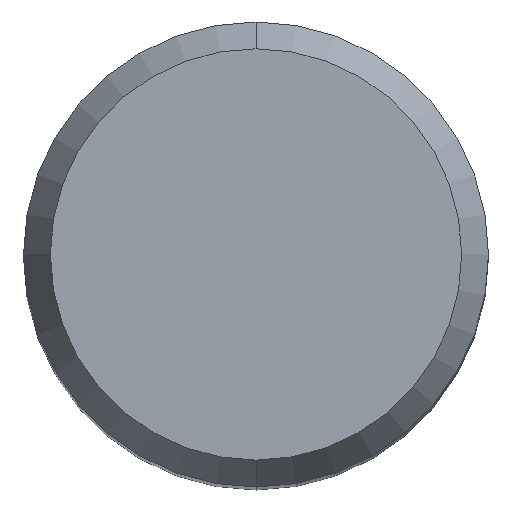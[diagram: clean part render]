
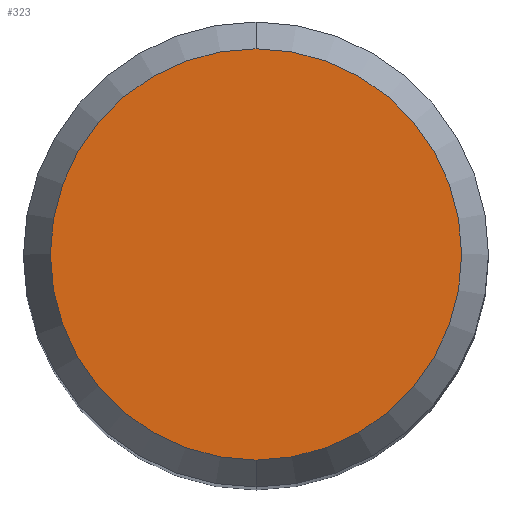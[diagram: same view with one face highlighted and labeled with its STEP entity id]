
A CAD part, top view. The second image highlights one B-rep face of the part: STEP entity #323.
In plain terms, the highlighted planar face has unit normal (0, 0, 1).
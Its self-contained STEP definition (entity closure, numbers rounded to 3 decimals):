
#213=VERTEX_POINT('',#512);
#323=ADVANCED_FACE('',(#630),#631,.T.);
#381=EDGE_CURVE('',#213,#421,#695,.T.);
#421=VERTEX_POINT('',#738);
#437=EDGE_CURVE('',#421,#213,#756,.T.);
#512=CARTESIAN_POINT('',(0.,-4.423,0.0));
#630=FACE_OUTER_BOUND('',#1126,.T.);
#631=PLANE('',#1127);
#695=CIRCLE('',#1292,4.423);
#738=CARTESIAN_POINT('',(0.0,4.423,0.0));
#756=CIRCLE('',#1407,4.423);
#1126=EDGE_LOOP('',(#1591,#1592));
#1127=AXIS2_PLACEMENT_3D('',#1593,#1594,#1595);
#1292=AXIS2_PLACEMENT_3D('',#1678,#1679,#1680);
#1407=AXIS2_PLACEMENT_3D('',#1745,#1746,#1747);
#1591=ORIENTED_EDGE('',*,*,#437,.F.);
#1592=ORIENTED_EDGE('',*,*,#381,.F.);
#1593=CARTESIAN_POINT('',(0.0,2.211,0.0));
#1594=DIRECTION('',(-0.0,0.0,1.0));
#1595=DIRECTION('',(0.0,-1.0,0.0));
#1678=CARTESIAN_POINT('',(0.0,0.0,0.0));
#1679=DIRECTION('',(0.0,0.0,-1.0));
#1680=DIRECTION('',(0.0,1.0,0.0));
#1745=CARTESIAN_POINT('',(0.0,0.0,0.0));
#1746=DIRECTION('',(0.0,0.0,-1.0));
#1747=DIRECTION('',(0.0,1.0,0.0));
